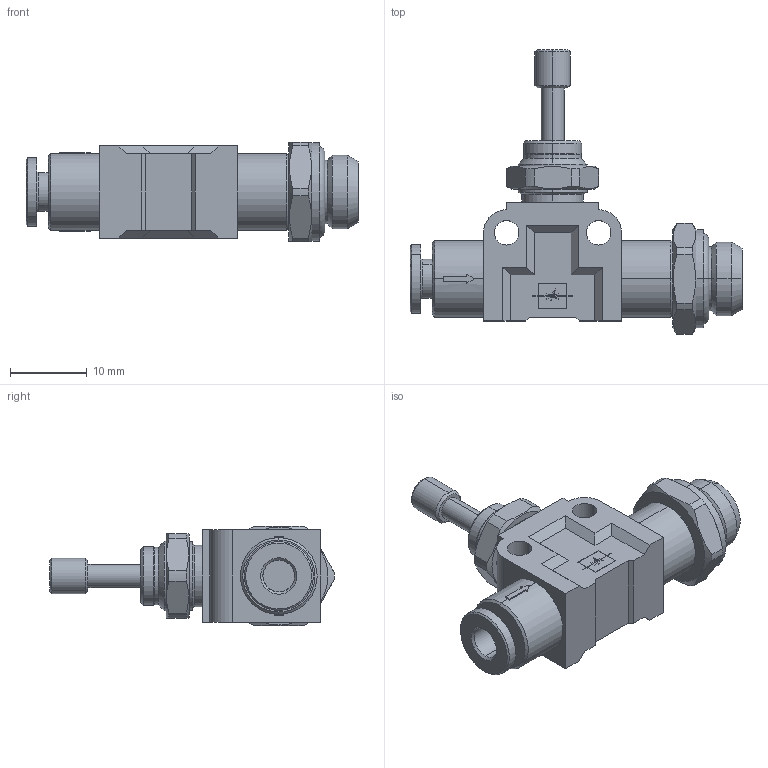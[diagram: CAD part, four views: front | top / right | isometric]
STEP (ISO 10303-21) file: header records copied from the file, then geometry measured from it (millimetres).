
FILE_DESCRIPTION (( 'STEP AP203' ), '1' );
FILE_NAME ('04250V11.STEP', '2011-06-21T07:46:32', ( '' ), ( 'sopra-pneumatic' ), 'SwSTEP 2.0', 'SolidWorks 2011', '' );
FILE_SCHEMA (( 'CONFIG_CONTROL_DESIGN' ));
Length unit declared in the file: millimetre
Products named in the file (1): 04250V11
Bounding box: 43.3 x 37.14 x 13 mm (x, y, z)
Volume: 5059.4 mm3; surface area: 3740.2 mm2
Topology: 2 solids, 6 shells, 241 faces, 592 edges, 380 vertices
Faces by surface type: plane 125, cylinder 72, cone 40, torus 4
Entity records: 7363 total; most frequent: CARTESIAN_POINT 1522, DIRECTION 1210, ORIENTED_EDGE 1184, EDGE_CURVE 592, AXIS2_PLACEMENT_3D 422, VERTEX_POINT 380, VECTOR 366, LINE 366
